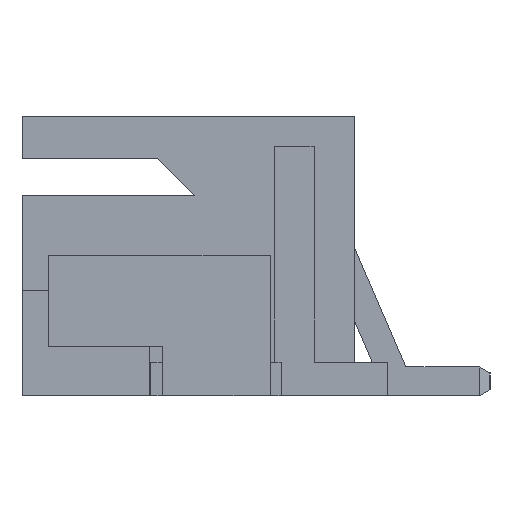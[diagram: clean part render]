
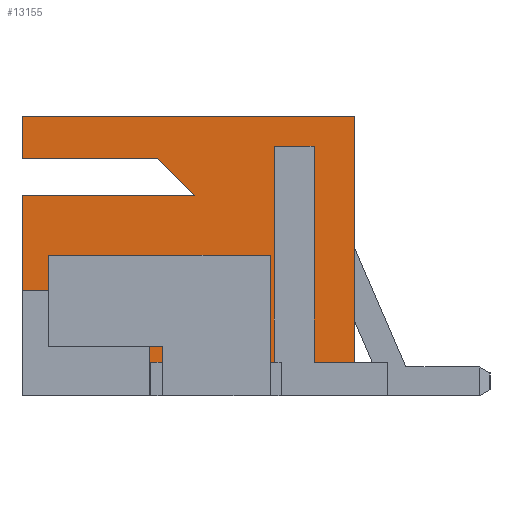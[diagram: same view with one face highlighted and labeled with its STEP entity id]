
A CAD part, left-side view. The second image highlights one B-rep face of the part: STEP entity #13155.
In plain terms, the highlighted planar face has unit normal (-1, 0, 0).
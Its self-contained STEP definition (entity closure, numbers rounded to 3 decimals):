
#990=ORIENTED_EDGE('',*,*,#3115,.T.);
#991=ORIENTED_EDGE('',*,*,#3588,.T.);
#992=ORIENTED_EDGE('',*,*,#3589,.T.);
#993=ORIENTED_EDGE('',*,*,#3590,.T.);
#994=ORIENTED_EDGE('',*,*,#3582,.T.);
#995=ORIENTED_EDGE('',*,*,#3187,.T.);
#996=ORIENTED_EDGE('',*,*,#3213,.F.);
#997=ORIENTED_EDGE('',*,*,#3209,.F.);
#998=ORIENTED_EDGE('',*,*,#3591,.T.);
#999=ORIENTED_EDGE('',*,*,#3592,.T.);
#1000=ORIENTED_EDGE('',*,*,#3593,.T.);
#1001=ORIENTED_EDGE('',*,*,#3594,.T.);
#1002=ORIENTED_EDGE('',*,*,#3595,.T.);
#1003=ORIENTED_EDGE('',*,*,#3205,.F.);
#1004=ORIENTED_EDGE('',*,*,#3596,.T.);
#1005=ORIENTED_EDGE('',*,*,#3597,.T.);
#1006=ORIENTED_EDGE('',*,*,#3598,.T.);
#1007=ORIENTED_EDGE('',*,*,#3228,.F.);
#1008=ORIENTED_EDGE('',*,*,#3599,.F.);
#1009=ORIENTED_EDGE('',*,*,#3107,.T.);
#3107=EDGE_CURVE('',#4473,#4472,#5353,.T.);
#3115=EDGE_CURVE('',#4472,#4479,#5361,.T.);
#3187=EDGE_CURVE('',#4549,#4548,#5433,.T.);
#3205=EDGE_CURVE('',#4563,#4559,#5451,.T.);
#3209=EDGE_CURVE('',#4564,#4566,#5455,.T.);
#3213=EDGE_CURVE('',#4566,#4548,#5459,.T.);
#3228=EDGE_CURVE('',#4581,#4582,#5474,.T.);
#3582=EDGE_CURVE('',#4834,#4549,#5828,.T.);
#3588=EDGE_CURVE('',#4479,#4838,#5834,.T.);
#3589=EDGE_CURVE('',#4838,#4839,#5835,.T.);
#3590=EDGE_CURVE('',#4839,#4834,#5836,.T.);
#3591=EDGE_CURVE('',#4564,#4840,#5837,.T.);
#3592=EDGE_CURVE('',#4840,#4841,#5838,.T.);
#3593=EDGE_CURVE('',#4841,#4842,#5839,.T.);
#3594=EDGE_CURVE('',#4842,#4843,#5840,.T.);
#3595=EDGE_CURVE('',#4843,#4559,#5841,.T.);
#3596=EDGE_CURVE('',#4563,#4844,#5842,.T.);
#3597=EDGE_CURVE('',#4844,#4845,#5843,.T.);
#3598=EDGE_CURVE('',#4845,#4582,#5844,.T.);
#3599=EDGE_CURVE('',#4473,#4581,#5845,.T.);
#4472=VERTEX_POINT('',#16314);
#4473=VERTEX_POINT('',#16316);
#4479=VERTEX_POINT('',#16330);
#4548=VERTEX_POINT('',#16475);
#4549=VERTEX_POINT('',#16477);
#4559=VERTEX_POINT('',#16504);
#4563=VERTEX_POINT('',#16512);
#4564=VERTEX_POINT('',#16519);
#4566=VERTEX_POINT('',#16522);
#4581=VERTEX_POINT('',#16558);
#4582=VERTEX_POINT('',#16560);
#4834=VERTEX_POINT('',#17246);
#4838=VERTEX_POINT('',#17257);
#4839=VERTEX_POINT('',#17259);
#4840=VERTEX_POINT('',#17262);
#4841=VERTEX_POINT('',#17264);
#4842=VERTEX_POINT('',#17266);
#4843=VERTEX_POINT('',#17268);
#4844=VERTEX_POINT('',#17271);
#4845=VERTEX_POINT('',#17273);
#5353=LINE('',#16315,#6445);
#5361=LINE('',#16331,#6453);
#5433=LINE('',#16476,#6525);
#5451=LINE('',#16513,#6543);
#5455=LINE('',#16521,#6547);
#5459=LINE('',#16528,#6551);
#5474=LINE('',#16559,#6566);
#5828=LINE('',#17245,#6920);
#5834=LINE('',#17256,#6926);
#5835=LINE('',#17258,#6927);
#5836=LINE('',#17260,#6928);
#5837=LINE('',#17261,#6929);
#5838=LINE('',#17263,#6930);
#5839=LINE('',#17265,#6931);
#5840=LINE('',#17267,#6932);
#5841=LINE('',#17269,#6933);
#5842=LINE('',#17270,#6934);
#5843=LINE('',#17272,#6935);
#5844=LINE('',#17274,#6936);
#5845=LINE('',#17275,#6937);
#6445=VECTOR('',#14177,1000.);
#6453=VECTOR('',#14187,1000.);
#6525=VECTOR('',#14267,1000.);
#6543=VECTOR('',#14293,1000.);
#6547=VECTOR('',#14301,1000.);
#6551=VECTOR('',#14307,1000.);
#6566=VECTOR('',#14326,1000.);
#6920=VECTOR('',#14840,1000.);
#6926=VECTOR('',#14848,1000.);
#6927=VECTOR('',#14849,1000.);
#6928=VECTOR('',#14850,1000.);
#6929=VECTOR('',#14851,1000.);
#6930=VECTOR('',#14852,1000.);
#6931=VECTOR('',#14853,1000.);
#6932=VECTOR('',#14854,1000.);
#6933=VECTOR('',#14855,1000.);
#6934=VECTOR('',#14856,1000.);
#6935=VECTOR('',#14857,1000.);
#6936=VECTOR('',#14858,1000.);
#6937=VECTOR('',#14859,1000.);
#7622=EDGE_LOOP('',(#990,#991,#992,#993,#994,#995,#996,#997,#998,#999,#1000,
#1001,#1002,#1003,#1004,#1005,#1006,#1007,#1008,#1009));
#8210=FACE_BOUND('',#7622,.T.);
#8798=PLANE('',#13734);
#13155=ADVANCED_FACE('',(#8210),#8798,.F.);
#13734=AXIS2_PLACEMENT_3D('',#17255,#14846,#14847);
#14177=DIRECTION('',(0.,1.,0.));
#14187=DIRECTION('',(0.,0.,-1.));
#14267=DIRECTION('',(0.,-1.,0.));
#14293=DIRECTION('',(0.,1.,0.));
#14301=DIRECTION('',(0.,1.,0.));
#14307=DIRECTION('',(0.,0.,-1.));
#14326=DIRECTION('',(0.,1.,0.));
#14840=DIRECTION('',(0.,0.,-1.));
#14846=DIRECTION('',(1.,0.,0.));
#14847=DIRECTION('',(0.,1.,0.));
#14848=DIRECTION('',(0.,-1.,0.));
#14849=DIRECTION('',(0.,-0.707,-0.707));
#14850=DIRECTION('',(0.,1.,0.));
#14851=DIRECTION('',(0.,0.,1.));
#14852=DIRECTION('',(0.,1.,0.));
#14853=DIRECTION('',(0.,0.,1.));
#14854=DIRECTION('',(0.,-1.,0.));
#14855=DIRECTION('',(0.,0.,-1.));
#14856=DIRECTION('',(0.,0.,1.));
#14857=DIRECTION('',(0.,-1.,0.));
#14858=DIRECTION('',(0.,0.,-1.));
#14859=DIRECTION('',(0.,0.,-1.));
#16314=CARTESIAN_POINT('',(-15.075,9.906,5.918));
#16315=CARTESIAN_POINT('',(-15.075,2.87,5.918));
#16316=CARTESIAN_POINT('',(-15.075,2.87,5.918));
#16330=CARTESIAN_POINT('',(-15.075,9.906,5.029));
#16331=CARTESIAN_POINT('',(-15.075,9.906,0.711));
#16475=CARTESIAN_POINT('',(-15.075,7.188,0.));
#16476=CARTESIAN_POINT('',(-15.075,9.906,0.));
#16477=CARTESIAN_POINT('',(-15.075,9.906,0.));
#16504=CARTESIAN_POINT('',(-15.075,4.65,0.711));
#16512=CARTESIAN_POINT('',(-15.075,4.563,0.711));
#16513=CARTESIAN_POINT('',(-15.075,2.87,0.711));
#16519=CARTESIAN_POINT('',(-15.075,6.934,0.711));
#16521=CARTESIAN_POINT('',(-15.075,2.87,0.711));
#16522=CARTESIAN_POINT('',(-15.075,7.188,0.711));
#16528=CARTESIAN_POINT('',(-15.075,7.188,0.711));
#16558=CARTESIAN_POINT('',(-15.075,2.87,0.711));
#16559=CARTESIAN_POINT('',(-15.075,2.87,0.711));
#16560=CARTESIAN_POINT('',(-15.075,3.724,0.711));
#17245=CARTESIAN_POINT('',(-15.075,9.906,0.711));
#17246=CARTESIAN_POINT('',(-15.075,9.906,4.245));
#17255=CARTESIAN_POINT('',(-15.075,9.906,0.711));
#17256=CARTESIAN_POINT('',(-15.075,9.906,5.029));
#17257=CARTESIAN_POINT('',(-15.075,7.033,5.029));
#17258=CARTESIAN_POINT('',(-15.075,6.31,4.307));
#17259=CARTESIAN_POINT('',(-15.075,6.248,4.245));
#17260=CARTESIAN_POINT('',(-15.075,9.906,4.245));
#17261=CARTESIAN_POINT('',(-15.075,6.934,0.));
#17262=CARTESIAN_POINT('',(-15.075,6.934,1.041));
#17263=CARTESIAN_POINT('',(-15.075,6.934,1.041));
#17264=CARTESIAN_POINT('',(-15.075,9.349,1.041));
#17265=CARTESIAN_POINT('',(-15.075,9.349,1.041));
#17266=CARTESIAN_POINT('',(-15.075,9.349,2.972));
#17267=CARTESIAN_POINT('',(-15.075,9.349,2.972));
#17268=CARTESIAN_POINT('',(-15.075,4.65,2.972));
#17269=CARTESIAN_POINT('',(-15.075,4.65,2.972));
#17270=CARTESIAN_POINT('',(-15.075,4.563,0.711));
#17271=CARTESIAN_POINT('',(-15.075,4.563,5.283));
#17272=CARTESIAN_POINT('',(-15.075,9.906,5.283));
#17273=CARTESIAN_POINT('',(-15.075,3.724,5.283));
#17274=CARTESIAN_POINT('',(-15.075,3.724,0.711));
#17275=CARTESIAN_POINT('',(-15.075,2.87,5.918));
